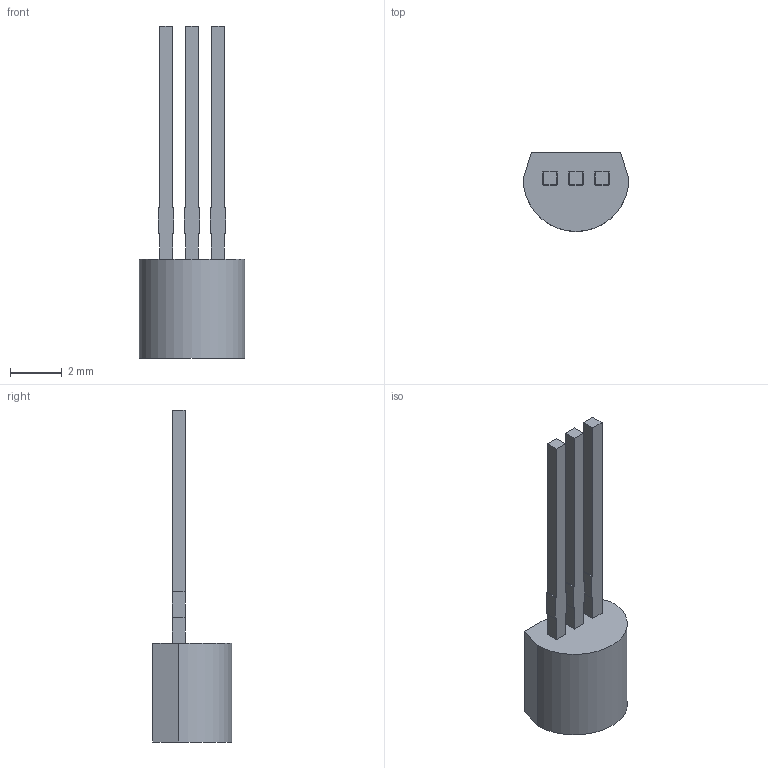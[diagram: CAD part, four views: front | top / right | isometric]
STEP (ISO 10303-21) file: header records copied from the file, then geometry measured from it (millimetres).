
FILE_DESCRIPTION(/* description */ (''),/* implementation_level */ '2;1');
FILE_NAME(/* name */ '2n2222.step',/* time_stamp */ '2019-08-22T16:42:25-05:00',/* author */ (''),/* organization */ (''),/* preprocessor_version */ 'ST-DEVELOPER v18',/* originating_system */ 'Autodesk Translation Framework v8.6.0.1094',/* authorisation */ '');
FILE_SCHEMA (('AUTOMOTIVE_DESIGN { 1 0 10303 214 3 1 1 }'));
Length unit declared in the file: millimetre
Products named in the file (1): (Unsaved)
Bounding box: 4.08 x 3.05 x 12.8 mm (x, y, z)
Volume: 46 mm3; surface area: 121 mm2
Topology: 1 solids, 1 shells, 136 faces, 375 edges, 250 vertices
Faces by surface type: plane 90, bspline 45, cylinder 1
Entity records: 6241 total; most frequent: CARTESIAN_POINT 2887, ORIENTED_EDGE 750, DIRECTION 471, EDGE_CURVE 375, LINE 283, VECTOR 283, VERTEX_POINT 250, EDGE_LOOP 145
